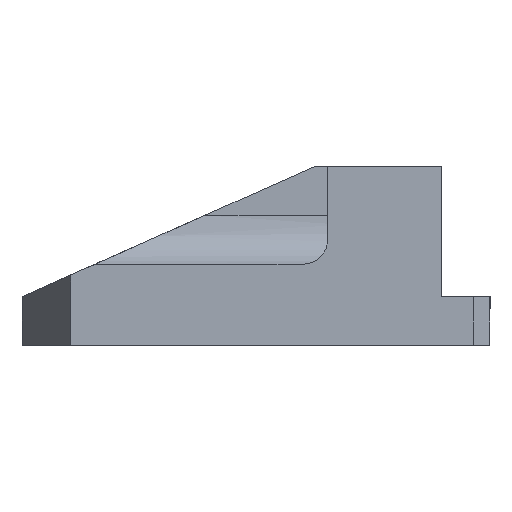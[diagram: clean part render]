
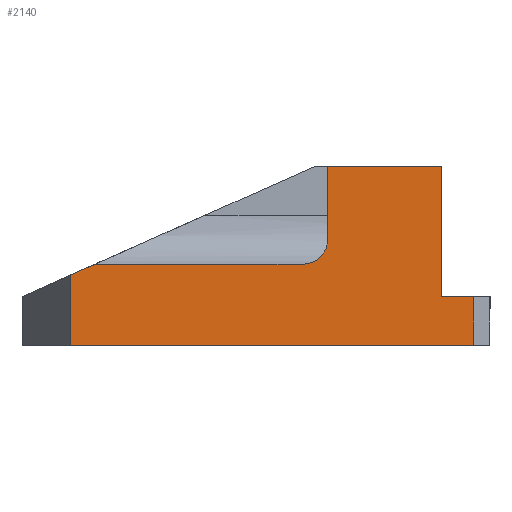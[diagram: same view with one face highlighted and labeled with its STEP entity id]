
A CAD part, left-side view. The second image highlights one B-rep face of the part: STEP entity #2140.
In plain terms, the highlighted planar face has unit normal (-1, 0, 0).
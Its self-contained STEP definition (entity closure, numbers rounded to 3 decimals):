
#202 = VERTEX_POINT ( 'NONE', #2474 ) ;
#210 = VERTEX_POINT ( 'NONE', #2491 ) ;
#221 = CARTESIAN_POINT ( 'NONE',  ( -20., 25.8, 0. ) ) ;
#265 = EDGE_CURVE ( 'NONE', #210, #202, #2575, .T. ) ;
#310 = VERTEX_POINT ( 'NONE', #2566 ) ;
#353 = EDGE_CURVE ( 'NONE', #374, #310, #2526, .T. ) ;
#374 = VERTEX_POINT ( 'NONE', #221 ) ;
#1487 = CARTESIAN_POINT ( 'NONE',  ( -20., 24.3, 5. ) ) ;
#1532 = DIRECTION ( 'NONE',  ( 0., 0., 1. ) ) ;
#1533 = VECTOR ( 'NONE', #1532, 1000. ) ;
#1534 = CARTESIAN_POINT ( 'NONE',  ( -20., 3., 3. ) ) ;
#1544 = LINE ( 'NONE', #1534, #1533 ) ;
#1547 = CARTESIAN_POINT ( 'NONE',  ( -20., 10.8, 11. ) ) ;
#1548 = LINE ( 'NONE', #1547, #1582 ) ;
#1580 = DIRECTION ( 'NONE',  ( 0., 0.914, -0.406 ) ) ;
#1582 = VECTOR ( 'NONE', #1580, 1000. ) ;
#1590 = CARTESIAN_POINT ( 'NONE',  ( -20., 25.8, 4.333 ) ) ;
#1616 = CARTESIAN_POINT ( 'NONE',  ( -20., 0., 11. ) ) ;
#1618 = DIRECTION ( 'NONE',  ( 0., 0., -1. ) ) ;
#1619 = VECTOR ( 'NONE', #1618, 1000. ) ;
#1620 = CARTESIAN_POINT ( 'NONE',  ( -20., 25.8, 11. ) ) ;
#1622 = DIRECTION ( 'NONE',  ( 0., 0., 1. ) ) ;
#1623 = VECTOR ( 'NONE', #1622, 1000. ) ;
#1624 = CARTESIAN_POINT ( 'NONE',  ( -20., 1., 11. ) ) ;
#1625 = LINE ( 'NONE', #1620, #1619 ) ;
#1626 = CARTESIAN_POINT ( 'NONE',  ( -20., 10., 6.5 ) ) ;
#1628 = DIRECTION ( 'NONE',  ( 0., 0., -1. ) ) ;
#1629 = DIRECTION ( 'NONE',  ( 1., 0., 0. ) ) ;
#1630 = CARTESIAN_POINT ( 'NONE',  ( -20., 11.5, 6.5 ) ) ;
#1631 = AXIS2_PLACEMENT_3D ( 'NONE', #1630, #1629, #1628 ) ;
#1632 = CIRCLE ( 'NONE', #1631, 1.5 ) ;
#1636 = CARTESIAN_POINT ( 'NONE',  ( -20., 10., 11. ) ) ;
#1637 = LINE ( 'NONE', #1624, #1623 ) ;
#1639 = LINE ( 'NONE', #1696, #1695 ) ;
#1640 = AXIS2_PLACEMENT_3D ( 'NONE', #1616, #1643, #1694 ) ;
#1643 = DIRECTION ( 'NONE',  ( 1., 0., 0. ) ) ;
#1645 = CARTESIAN_POINT ( 'NONE',  ( -20., 3., 11. ) ) ;
#1648 = FACE_OUTER_BOUND ( 'NONE', #2129, .T. ) ;
#1653 = CARTESIAN_POINT ( 'NONE',  ( -20., 11.5, 5. ) ) ;
#1654 = DIRECTION ( 'NONE',  ( 0., 0., 1. ) ) ;
#1655 = VECTOR ( 'NONE', #1654, 1000. ) ;
#1658 = CARTESIAN_POINT ( 'NONE',  ( -20., 10., -23.145 ) ) ;
#1659 = LINE ( 'NONE', #1658, #1655 ) ;
#1660 = PLANE ( 'NONE',  #1640 ) ;
#1662 = DIRECTION ( 'NONE',  ( 0., -1., 0. ) ) ;
#1663 = VECTOR ( 'NONE', #1662, 1000. ) ;
#1664 = CARTESIAN_POINT ( 'NONE',  ( -20., 0., 11. ) ) ;
#1665 = LINE ( 'NONE', #1664, #1663 ) ;
#1691 = DIRECTION ( 'NONE',  ( 0., -1., 0. ) ) ;
#1694 = DIRECTION ( 'NONE',  ( 0., 0., -1. ) ) ;
#1695 = VECTOR ( 'NONE', #1691, 1000. ) ;
#1696 = CARTESIAN_POINT ( 'NONE',  ( -20., 28.8, 5. ) ) ;
#2040 = EDGE_CURVE ( 'NONE', #210, #2134, #1544, .T. ) ;
#2044 = VERTEX_POINT ( 'NONE', #1487 ) ;
#2083 = VERTEX_POINT ( 'NONE', #1590 ) ;
#2089 = EDGE_CURVE ( 'NONE', #2044, #2083, #1548, .T. ) ;
#2103 = EDGE_CURVE ( 'NONE', #2111, #2133, #1632, .T. ) ;
#2104 = VERTEX_POINT ( 'NONE', #1636 ) ;
#2106 = EDGE_CURVE ( 'NONE', #310, #202, #1637, .T. ) ;
#2108 = EDGE_CURVE ( 'NONE', #2083, #374, #1625, .T. ) ;
#2110 = ORIENTED_EDGE ( 'NONE', *, *, #2122, .F. ) ;
#2111 = VERTEX_POINT ( 'NONE', #1626 ) ;
#2116 = EDGE_CURVE ( 'NONE', #2104, #2134, #1665, .T. ) ;
#2117 = ORIENTED_EDGE ( 'NONE', *, *, #2040, .T. ) ;
#2118 = ORIENTED_EDGE ( 'NONE', *, *, #2089, .T. ) ;
#2120 = ORIENTED_EDGE ( 'NONE', *, *, #2116, .F. ) ;
#2122 = EDGE_CURVE ( 'NONE', #2111, #2104, #1659, .T. ) ;
#2124 = ORIENTED_EDGE ( 'NONE', *, *, #2141, .F. ) ;
#2129 = EDGE_LOOP ( 'NONE', ( #2135, #2139, #2130, #2117, #2120, #2110, #2132, #2124, #2118, #2138 ) ) ;
#2130 = ORIENTED_EDGE ( 'NONE', *, *, #265, .F. ) ;
#2132 = ORIENTED_EDGE ( 'NONE', *, *, #2103, .T. ) ;
#2133 = VERTEX_POINT ( 'NONE', #1653 ) ;
#2134 = VERTEX_POINT ( 'NONE', #1645 ) ;
#2135 = ORIENTED_EDGE ( 'NONE', *, *, #353, .T. ) ;
#2138 = ORIENTED_EDGE ( 'NONE', *, *, #2108, .T. ) ;
#2139 = ORIENTED_EDGE ( 'NONE', *, *, #2106, .T. ) ;
#2140 = ADVANCED_FACE ( 'NONE', ( #1648 ), #1660, .F. ) ;
#2141 = EDGE_CURVE ( 'NONE', #2044, #2133, #1639, .T. ) ;
#2474 = CARTESIAN_POINT ( 'NONE',  ( -20., 1., 3. ) ) ;
#2491 = CARTESIAN_POINT ( 'NONE',  ( -20., 3., 3. ) ) ;
#2508 = VECTOR ( 'NONE', #2512, 1000. ) ;
#2509 = CARTESIAN_POINT ( 'NONE',  ( -20., 0., 0. ) ) ;
#2512 = DIRECTION ( 'NONE',  ( 0., -1., 0. ) ) ;
#2526 = LINE ( 'NONE', #2509, #2508 ) ;
#2556 = CARTESIAN_POINT ( 'NONE',  ( -20., 0., 3. ) ) ;
#2566 = CARTESIAN_POINT ( 'NONE',  ( -20., 1., 0. ) ) ;
#2567 = DIRECTION ( 'NONE',  ( 0., -1., 0. ) ) ;
#2574 = VECTOR ( 'NONE', #2567, 1000. ) ;
#2575 = LINE ( 'NONE', #2556, #2574 ) ;
